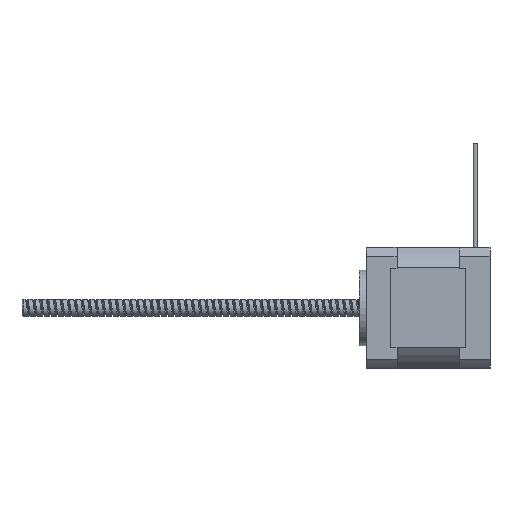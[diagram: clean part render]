
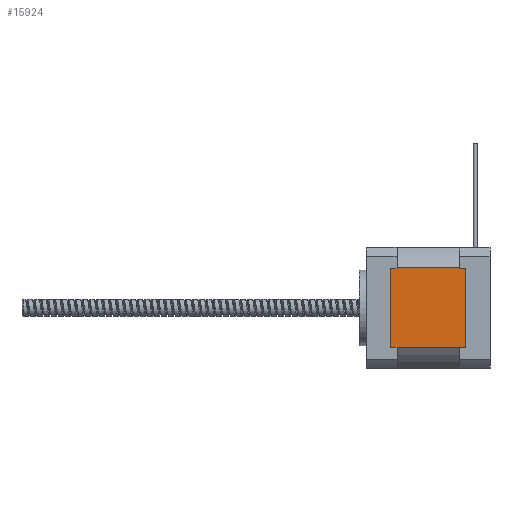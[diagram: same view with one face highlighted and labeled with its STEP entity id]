
A CAD part, left-side view. The second image highlights one B-rep face of the part: STEP entity #15924.
In plain terms, the highlighted planar face has unit normal (-1, 0, 0).
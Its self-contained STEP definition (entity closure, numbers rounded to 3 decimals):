
#992 = AXIS2_PLACEMENT_3D ( 'NONE', #5908, #3209, #6188 ) ;
#1330 = LINE ( 'NONE', #2402, #17210 ) ;
#1382 = FACE_OUTER_BOUND ( 'NONE', #16992, .T. ) ;
#2402 = CARTESIAN_POINT ( 'NONE',  ( -17.5, 0., -17.5 ) ) ;
#3209 = DIRECTION ( 'NONE',  ( 1., 0., 0. ) ) ;
#3831 = CARTESIAN_POINT ( 'NONE',  ( -17.5, 0., 11.608 ) ) ;
#3883 = VECTOR ( 'NONE', #18920, 1000. ) ;
#4145 = ORIENTED_EDGE ( 'NONE', *, *, #5739, .F. ) ;
#4160 = LINE ( 'NONE', #5607, #18471 ) ;
#5607 = CARTESIAN_POINT ( 'NONE',  ( -17.5, 0., -11.608 ) ) ;
#5739 = EDGE_CURVE ( 'NONE', #10265, #8103, #8658, .T. ) ;
#5908 = CARTESIAN_POINT ( 'NONE',  ( -17.5, 22., -17.5 ) ) ;
#6188 = DIRECTION ( 'NONE',  ( 0., 0., -1. ) ) ;
#7140 = DIRECTION ( 'NONE',  ( 0., 1., 0. ) ) ;
#8043 = CARTESIAN_POINT ( 'NONE',  ( -17.5, 0., -11.608 ) ) ;
#8103 = VERTEX_POINT ( 'NONE', #17304 ) ;
#8658 = LINE ( 'NONE', #9898, #17364 ) ;
#9827 = ORIENTED_EDGE ( 'NONE', *, *, #13846, .F. ) ;
#9882 = LINE ( 'NONE', #17266, #3883 ) ;
#9898 = CARTESIAN_POINT ( 'NONE',  ( -17.5, 22., -17.5 ) ) ;
#10265 = VERTEX_POINT ( 'NONE', #12180 ) ;
#10308 = VERTEX_POINT ( 'NONE', #8043 ) ;
#10772 = ORIENTED_EDGE ( 'NONE', *, *, #18328, .F. ) ;
#12180 = CARTESIAN_POINT ( 'NONE',  ( -17.5, 22., -11.608 ) ) ;
#13118 = PLANE ( 'NONE',  #992 ) ;
#13846 = EDGE_CURVE ( 'NONE', #10308, #10265, #4160, .T. ) ;
#14302 = DIRECTION ( 'NONE',  ( 0., 0., 1. ) ) ;
#14347 = EDGE_CURVE ( 'NONE', #10308, #14699, #1330, .T. ) ;
#14699 = VERTEX_POINT ( 'NONE', #3831 ) ;
#15543 = DIRECTION ( 'NONE',  ( 0., 0., 1. ) ) ;
#15924 = ADVANCED_FACE ( 'NONE', ( #1382 ), #13118, .F. ) ;
#16992 = EDGE_LOOP ( 'NONE', ( #9827, #17696, #10772, #4145 ) ) ;
#17210 = VECTOR ( 'NONE', #15543, 1000. ) ;
#17266 = CARTESIAN_POINT ( 'NONE',  ( -17.5, 0., 11.608 ) ) ;
#17304 = CARTESIAN_POINT ( 'NONE',  ( -17.5, 22., 11.608 ) ) ;
#17364 = VECTOR ( 'NONE', #14302, 1000. ) ;
#17696 = ORIENTED_EDGE ( 'NONE', *, *, #14347, .T. ) ;
#18328 = EDGE_CURVE ( 'NONE', #8103, #14699, #9882, .T. ) ;
#18471 = VECTOR ( 'NONE', #7140, 1000. ) ;
#18920 = DIRECTION ( 'NONE',  ( 0., -1., 0. ) ) ;
